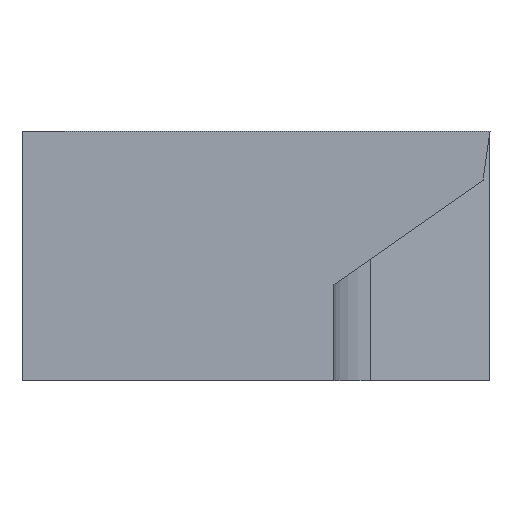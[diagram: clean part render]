
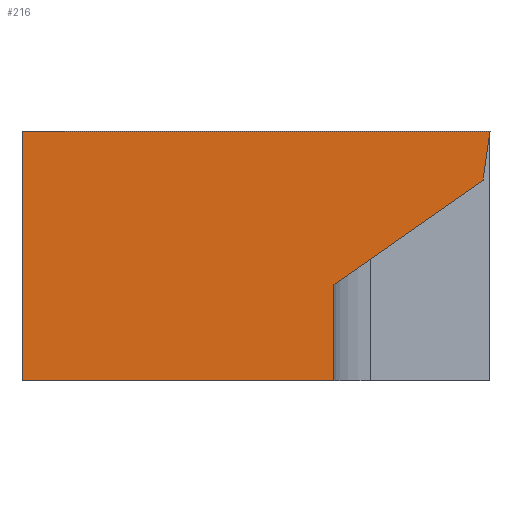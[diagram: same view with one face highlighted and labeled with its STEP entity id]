
A CAD part, left-side view. The second image highlights one B-rep face of the part: STEP entity #216.
In plain terms, the highlighted planar face has unit normal (-1, 0, 0).
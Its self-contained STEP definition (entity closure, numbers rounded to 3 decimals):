
#2 = DIRECTION ( 'NONE',  ( 0., 1., 0. ) ) ;
#3 = CARTESIAN_POINT ( 'NONE',  ( 0., 5., -4.912 ) ) ;
#21 = LINE ( 'NONE', #296, #66 ) ;
#34 = ORIENTED_EDGE ( 'NONE', *, *, #114, .T. ) ;
#37 = LINE ( 'NONE', #131, #409 ) ;
#47 = ORIENTED_EDGE ( 'NONE', *, *, #371, .T. ) ;
#59 = DIRECTION ( 'NONE',  ( 0., -1., 0. ) ) ;
#65 = VECTOR ( 'NONE', #2, 1000. ) ;
#66 = VECTOR ( 'NONE', #141, 1000. ) ;
#69 = EDGE_CURVE ( 'NONE', #343, #192, #111, .T. ) ;
#74 = EDGE_CURVE ( 'NONE', #211, #311, #282, .T. ) ;
#76 = VECTOR ( 'NONE', #354, 1000. ) ;
#83 = VERTEX_POINT ( 'NONE', #375 ) ;
#93 = CARTESIAN_POINT ( 'NONE',  ( 0., 0.22, -1.565 ) ) ;
#111 = LINE ( 'NONE', #235, #76 ) ;
#114 = EDGE_CURVE ( 'NONE', #192, #211, #37, .T. ) ;
#117 = DIRECTION ( 'NONE',  ( 0., -0.139, 0.99 ) ) ;
#131 = CARTESIAN_POINT ( 'NONE',  ( 0., 0.22, -1.565 ) ) ;
#141 = DIRECTION ( 'NONE',  ( 0., 0., 1. ) ) ;
#142 = CARTESIAN_POINT ( 'NONE',  ( 0., 15., -8. ) ) ;
#143 = CARTESIAN_POINT ( 'NONE',  ( 0., 25., -8. ) ) ;
#144 = DIRECTION ( 'NONE',  ( 0., -1., 0. ) ) ;
#145 = CARTESIAN_POINT ( 'NONE',  ( 0., 8.446, 0. ) ) ;
#154 = AXIS2_PLACEMENT_3D ( 'NONE', #333, #340, #59 ) ;
#166 = ORIENTED_EDGE ( 'NONE', *, *, #372, .T. ) ;
#172 = CARTESIAN_POINT ( 'NONE',  ( 0., 5., -8. ) ) ;
#192 = VERTEX_POINT ( 'NONE', #3 ) ;
#211 = VERTEX_POINT ( 'NONE', #93 ) ;
#216 = ADVANCED_FACE ( 'NONE', ( #410 ), #310, .F. ) ;
#220 = LINE ( 'NONE', #145, #65 ) ;
#230 = ORIENTED_EDGE ( 'NONE', *, *, #74, .T. ) ;
#235 = CARTESIAN_POINT ( 'NONE',  ( 0., 5., -8. ) ) ;
#251 = VERTEX_POINT ( 'NONE', #142 ) ;
#268 = ORIENTED_EDGE ( 'NONE', *, *, #492, .F. ) ;
#277 = CARTESIAN_POINT ( 'NONE',  ( 0., 0., 0. ) ) ;
#282 = LINE ( 'NONE', #293, #364 ) ;
#293 = CARTESIAN_POINT ( 'NONE',  ( 0., 0., 0. ) ) ;
#296 = CARTESIAN_POINT ( 'NONE',  ( 0., 15., -8. ) ) ;
#304 = DIRECTION ( 'NONE',  ( 0., -0.819, 0.574 ) ) ;
#310 = PLANE ( 'NONE',  #154 ) ;
#311 = VERTEX_POINT ( 'NONE', #277 ) ;
#314 = LINE ( 'NONE', #143, #317 ) ;
#317 = VECTOR ( 'NONE', #144, 1000. ) ;
#333 = CARTESIAN_POINT ( 'NONE',  ( 0., 7.5, -3. ) ) ;
#340 = DIRECTION ( 'NONE',  ( 1., 0., 0. ) ) ;
#343 = VERTEX_POINT ( 'NONE', #172 ) ;
#354 = DIRECTION ( 'NONE',  ( 0., 0., 1. ) ) ;
#364 = VECTOR ( 'NONE', #117, 1000. ) ;
#371 = EDGE_CURVE ( 'NONE', #311, #83, #220, .T. ) ;
#372 = EDGE_CURVE ( 'NONE', #251, #343, #314, .T. ) ;
#375 = CARTESIAN_POINT ( 'NONE',  ( 0., 15., 0. ) ) ;
#409 = VECTOR ( 'NONE', #304, 1000. ) ;
#410 = FACE_OUTER_BOUND ( 'NONE', #499, .T. ) ;
#442 = ORIENTED_EDGE ( 'NONE', *, *, #69, .T. ) ;
#492 = EDGE_CURVE ( 'NONE', #251, #83, #21, .T. ) ;
#499 = EDGE_LOOP ( 'NONE', ( #47, #268, #166, #442, #34, #230 ) ) ;
